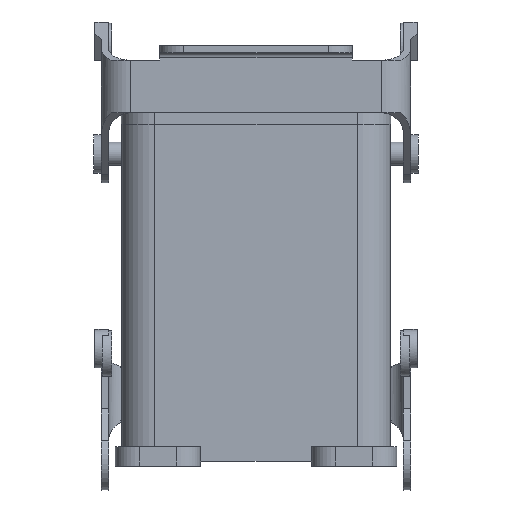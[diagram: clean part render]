
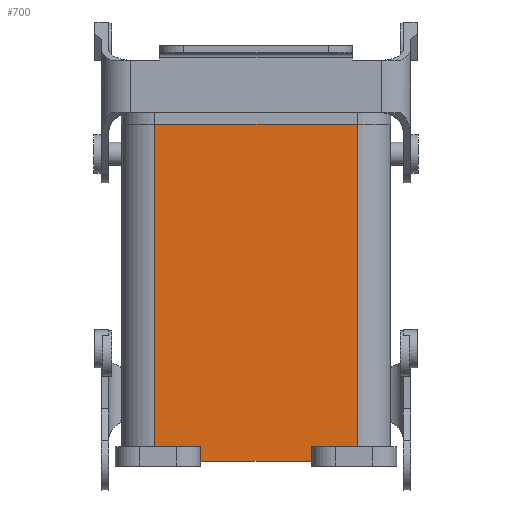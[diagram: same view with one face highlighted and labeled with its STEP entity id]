
A CAD part, left-side view. The second image highlights one B-rep face of the part: STEP entity #700.
In plain terms, the highlighted planar face has unit normal (-1, 0, 0).
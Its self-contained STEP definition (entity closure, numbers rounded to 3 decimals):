
#700 = ADVANCED_FACE( '', ( #1452 ), #1453, .F. );
#1452 = FACE_OUTER_BOUND( '', #2198, .T. );
#1453 = PLANE( '', #2199 );
#2198 = EDGE_LOOP( '', ( #4155, #4156, #4157, #4158, #4159, #4160, #4161, #4162 ) );
#2199 = AXIS2_PLACEMENT_3D( '', #4163, #4164, #4165 );
#4155 = ORIENTED_EDGE( '', *, *, #4742, .T. );
#4156 = ORIENTED_EDGE( '', *, *, #4659, .T. );
#4157 = ORIENTED_EDGE( '', *, *, #4223, .F. );
#4158 = ORIENTED_EDGE( '', *, *, #4531, .F. );
#4159 = ORIENTED_EDGE( '', *, *, #4371, .F. );
#4160 = ORIENTED_EDGE( '', *, *, #4920, .F. );
#4161 = ORIENTED_EDGE( '', *, *, #4309, .T. );
#4162 = ORIENTED_EDGE( '', *, *, #4671, .T. );
#4163 = CARTESIAN_POINT( '', ( -41., 0., 70. ) );
#4164 = DIRECTION( '', ( 1., 0., 0. ) );
#4165 = DIRECTION( '', ( 0., 0., -1. ) );
#4223 = EDGE_CURVE( '', #5025, #5015, #5027, .T. );
#4309 = EDGE_CURVE( '', #5181, #5179, #5182, .T. );
#4371 = EDGE_CURVE( '', #5289, #5290, #5291, .T. );
#4531 = EDGE_CURVE( '', #5290, #5025, #5555, .F. );
#4659 = EDGE_CURVE( '', #5738, #5015, #5739, .F. );
#4671 = EDGE_CURVE( '', #5179, #5751, #5752, .T. );
#4742 = EDGE_CURVE( '', #5751, #5738, #5850, .T. );
#4920 = EDGE_CURVE( '', #5181, #5289, #6054, .T. );
#5015 = VERTEX_POINT( '', #6180 );
#5025 = VERTEX_POINT( '', #6192 );
#5027 = LINE( '', #6194, #6195 );
#5179 = VERTEX_POINT( '', #6390 );
#5181 = VERTEX_POINT( '', #6393 );
#5182 = LINE( '', #6394, #6395 );
#5289 = VERTEX_POINT( '', #6555 );
#5290 = VERTEX_POINT( '', #6556 );
#5291 = LINE( '', #6557, #6558 );
#5555 = LINE( '', #6946, #6947 );
#5738 = VERTEX_POINT( '', #7183 );
#5739 = LINE( '', #7184, #7185 );
#5751 = VERTEX_POINT( '', #7203 );
#5752 = LINE( '', #7204, #7205 );
#5850 = LINE( '', #7337, #7338 );
#6054 = LINE( '', #7603, #7604 );
#6180 = CARTESIAN_POINT( '', ( -41., -21., 70. ) );
#6192 = CARTESIAN_POINT( '', ( -41., 21., 70. ) );
#6194 = CARTESIAN_POINT( '', ( -41., 0., 70. ) );
#6195 = VECTOR( '', #7683, 1000. );
#6390 = CARTESIAN_POINT( '', ( -41., -11.5, 0. ) );
#6393 = CARTESIAN_POINT( '', ( -41., 11.5, 0. ) );
#6394 = CARTESIAN_POINT( '', ( -41., 0., 0. ) );
#6395 = VECTOR( '', #7806, 1000. );
#6555 = CARTESIAN_POINT( '', ( -41., 11.5, 3. ) );
#6556 = CARTESIAN_POINT( '', ( -41., 21., 3. ) );
#6557 = CARTESIAN_POINT( '', ( -41., 0., 3. ) );
#6558 = VECTOR( '', #7884, 1000. );
#6946 = CARTESIAN_POINT( '', ( -41., 21., 70. ) );
#6947 = VECTOR( '', #8113, 1000. );
#7183 = CARTESIAN_POINT( '', ( -41., -21., 3. ) );
#7184 = CARTESIAN_POINT( '', ( -41., -21., 70. ) );
#7185 = VECTOR( '', #8278, 1000. );
#7203 = CARTESIAN_POINT( '', ( -41., -11.5, 3. ) );
#7204 = CARTESIAN_POINT( '', ( -41., -11.5, 70. ) );
#7205 = VECTOR( '', #8288, 1000. );
#7337 = CARTESIAN_POINT( '', ( -41., 0., 3. ) );
#7338 = VECTOR( '', #8368, 1000. );
#7603 = CARTESIAN_POINT( '', ( -41., 11.5, 70. ) );
#7604 = VECTOR( '', #8505, 1000. );
#7683 = DIRECTION( '', ( 0., -1., 0. ) );
#7806 = DIRECTION( '', ( 0., -1., 0. ) );
#7884 = DIRECTION( '', ( 0., 1., 0. ) );
#8113 = DIRECTION( '', ( 0., 0., -1. ) );
#8278 = DIRECTION( '', ( 0., 0., -1. ) );
#8288 = DIRECTION( '', ( 0., 0., 1. ) );
#8368 = DIRECTION( '', ( 0., -1., 0. ) );
#8505 = DIRECTION( '', ( 0., 0., 1. ) );
